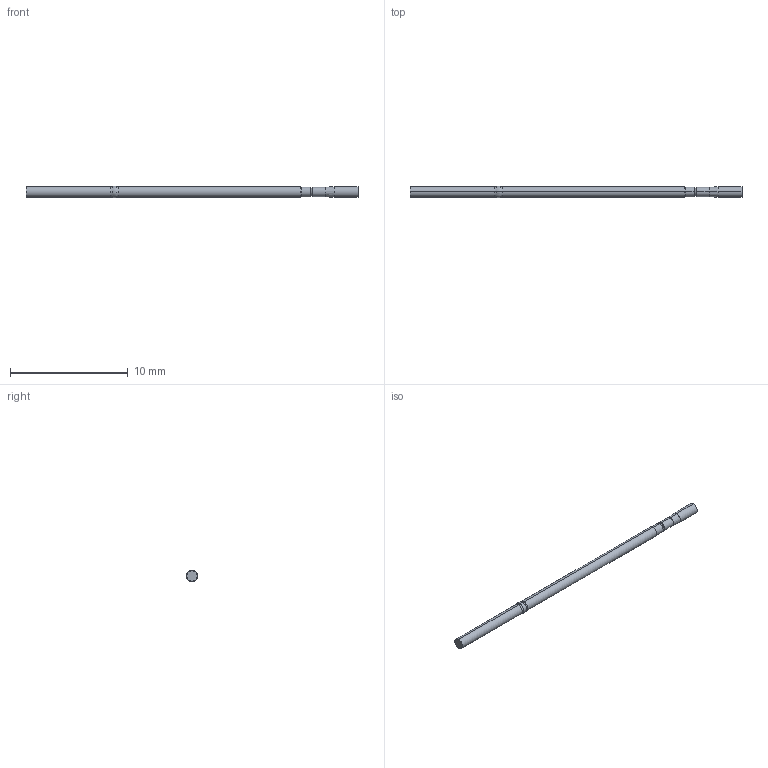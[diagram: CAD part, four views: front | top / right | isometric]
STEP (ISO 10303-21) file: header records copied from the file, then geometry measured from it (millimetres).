
FILE_DESCRIPTION (( 'STEP AP214' ), '1' );
FILE_NAME ('050-SBB160P.STEP', '2016-05-17T14:02:41', ( 'spare' ), ( '' ), 'SwSTEP 2.0', 'SolidWorks 2016', '' );
FILE_SCHEMA (( 'AUTOMOTIVE_DESIGN' ));
Length unit declared in the file: inch
Products named in the file (1): 050-SBB160P
Bounding box: 28.24 x 0.99 x 1 mm (x, y, z)
Volume: 17.8 mm3; surface area: 81.1 mm2
Topology: 1 solids, 1 shells, 29 faces, 56 edges, 30 vertices
Faces by surface type: cylinder 10, torus 10, cone 6, plane 3
Entity records: 1151 total; most frequent: DIRECTION 156, CARTESIAN_POINT 116, ORIENTED_EDGE 112, AXIS2_PLACEMENT_3D 70, EDGE_CURVE 56, CIRCLE 40, LENGTH_MEASURE_WITH_UNIT 32, UNCERTAINTY_MEASURE_WITH_UNIT 32
